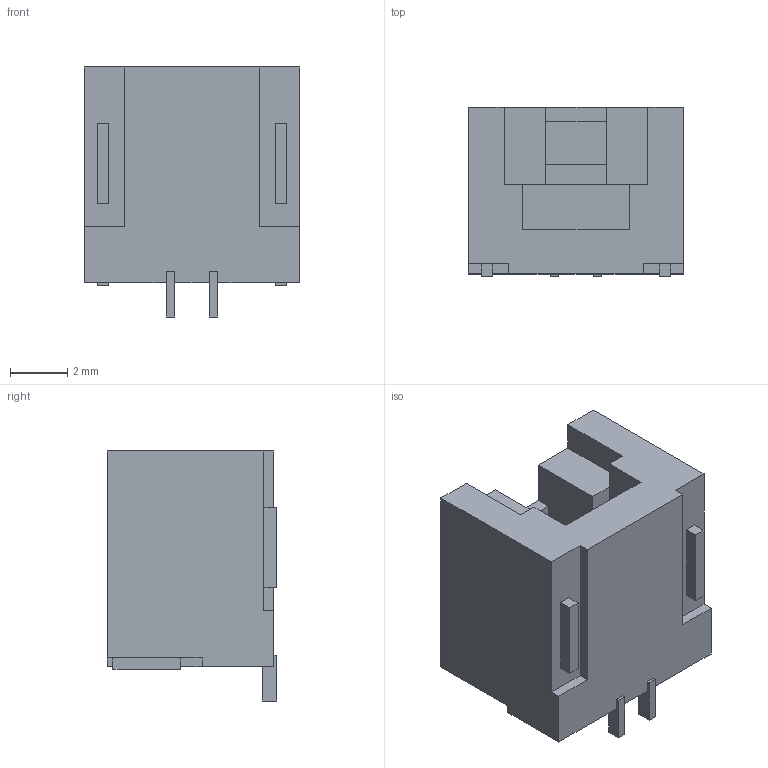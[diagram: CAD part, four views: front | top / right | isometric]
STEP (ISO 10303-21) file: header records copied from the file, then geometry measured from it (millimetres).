
FILE_DESCRIPTION (( 'STEP AP214' ), '1' );
FILE_NAME ('SM02B-ZESS.STEP', '2014-10-21T06:55:25', ( '' ), ( '' ), 'SwSTEP 2.0', 'SolidWorks 2009', '' );
FILE_SCHEMA (( 'AUTOMOTIVE_DESIGN' ));
Length unit declared in the file: millimetre
Products named in the file (1): SM02B-ZESS
Bounding box: 7.5 x 5.9 x 8.7 mm (x, y, z)
Volume: 254.2 mm3; surface area: 386.1 mm2
Topology: 1 solids, 1 shells, 68 faces, 184 edges, 122 vertices
Faces by surface type: plane 68
Entity records: 2863 total; most frequent: CARTESIAN_POINT 375, ORIENTED_EDGE 368, DIRECTION 322, LINE 184, VECTOR 184, EDGE_CURVE 184, VERTEX_POINT 122, EDGE_LOOP 72
